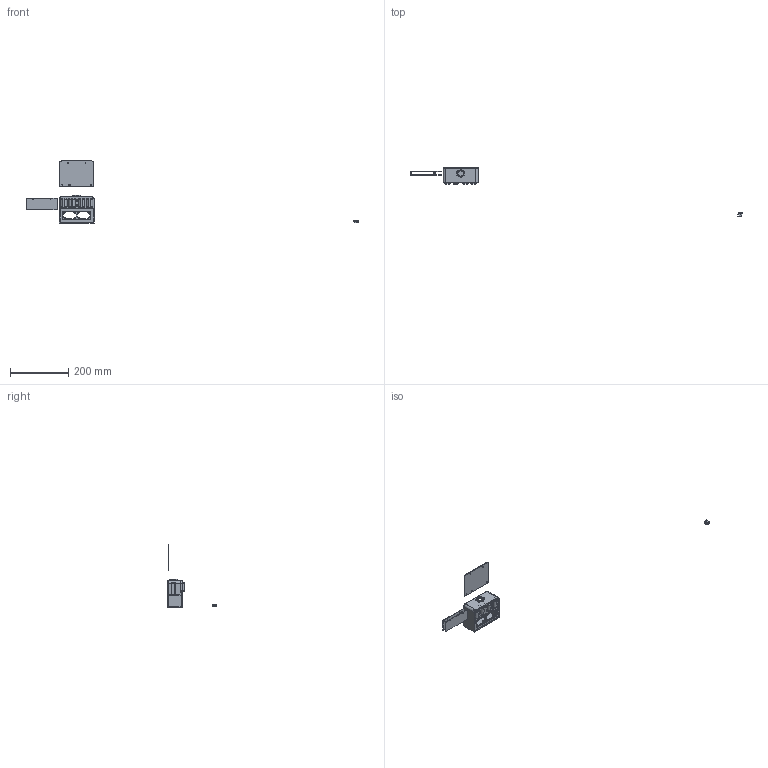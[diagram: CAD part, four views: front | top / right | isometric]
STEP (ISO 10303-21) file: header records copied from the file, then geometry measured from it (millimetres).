
FILE_DESCRIPTION(('HOOPS Exchange Step'),'2;1');
FILE_NAME('temp_export','2021-05-04T21:42:21+08:00',('mobile'),('Shapr3D Limited'),'HOOPS Exchange 2020.2','Shapr3D','Authorized');
FILE_SCHEMA( ('AP203_CONFIGURATION_CONTROLLED_3D_DESIGN_OF_MECHANICAL_PARTS_AND_ASSEMBLIES_MIM_LF') );
Length unit declared in the file: millimetre
Products named in the file (6): 0; DD4A6ECA-7347-40A8-87D7-F7E3770BD5AD.tmp
Assembly tree (5 placements, depth 3):
  DD4A6ECA-7347-40A8-87D7-F7E3770BD5AD.tmp
    0
      0
    0
    0
      0
Bounding box: 1139.23 x 167.47 x 212.9 mm (x, y, z)
Volume: 189826.2 mm3; surface area: 129712.9 mm2
Topology: 7 solids, 8 shells, 550 faces, 1483 edges, 969 vertices
Faces by surface type: plane 297, cylinder 180, torus 28, cone 28, sphere 11, extrusion 6
Full cylindrical faces by diameter (mm): 0.8 x1, 1 x2, 2 x3, 2.5 x10, 2.8 x8, 3 x7, 3.032 x2, 3.1 x3, 3.2 x3, 5 x2, 6 x2, 6.3 x2, 18.8 x1
Entity records: 17659 total; most frequent: CARTESIAN_POINT 3145, DIRECTION 3071, ORIENTED_EDGE 2948, EDGE_CURVE 1474, AXIS2_PLACEMENT_3D 1052, VERTEX_POINT 969, VECTOR 967, LINE 961
